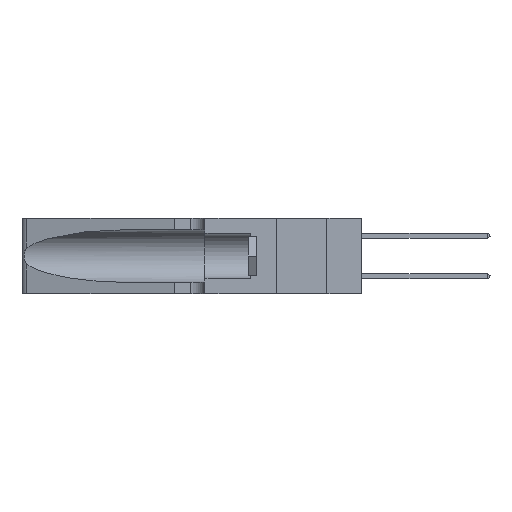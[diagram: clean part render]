
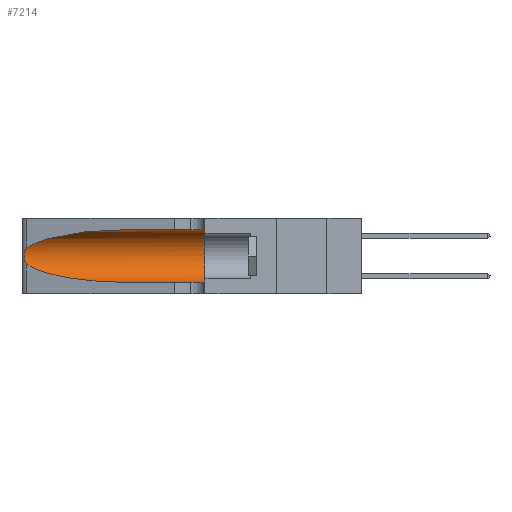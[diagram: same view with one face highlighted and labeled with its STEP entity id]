
A CAD part, left-side view. The second image highlights one B-rep face of the part: STEP entity #7214.
In plain terms, the highlighted cylindrical face has radius 3.308 mm (diameter 6.617 mm), a partial arc.
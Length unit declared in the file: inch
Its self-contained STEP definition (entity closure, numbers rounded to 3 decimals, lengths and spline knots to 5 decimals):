
#416 = ORIENTED_EDGE ( 'NONE', *, *, #10669, .F. ) ;
#730 = CARTESIAN_POINT ( 'NONE',  ( 0.1305, 1.61858, 0.31525 ) ) ;
#1941 = CARTESIAN_POINT ( 'NONE',  ( 0.25487, 1.22718, 0.22369 ) ) ;
#2051 = CARTESIAN_POINT ( 'NONE',  ( 0.25487, 1.22718, 0.14631 ) ) ;
#2242 = ORIENTED_EDGE ( 'NONE', *, *, #18411, .T. ) ;
#3306 = CARTESIAN_POINT ( 'NONE',  ( 0.1305, 0.72297, 0.05475 ) ) ;
#3560 = FACE_OUTER_BOUND ( 'NONE', #18625, .T. ) ;
#4569 = CARTESIAN_POINT ( 'NONE',  ( 0.25639, 1.23184, 0.21858 ) ) ;
#4640 = CARTESIAN_POINT ( 'NONE',  ( 0.1305, 1.61858, 0.185 ) ) ;
#4802 = VERTEX_POINT ( 'NONE', #3306 ) ;
#5271 =( BOUNDED_CURVE ( )  B_SPLINE_CURVE ( 3, ( #30472, #13510, #6070, #23288 ),
 .UNSPECIFIED., .F., .T. ) 
 B_SPLINE_CURVE_WITH_KNOTS ( ( 4, 4 ),
 ( 1.5708, 2.84003 ),
 .UNSPECIFIED. ) 
 CURVE ( )  GEOMETRIC_REPRESENTATION_ITEM ( )  RATIONAL_B_SPLINE_CURVE ( ( 1., 0.87, 0.87, 1. ) ) 
 REPRESENTATION_ITEM ( '' )  );
#5563 = LINE ( 'NONE', #29605, #17993 ) ;
#5961 = DIRECTION ( 'NONE',  ( 0., -1., 0. ) ) ;
#6070 = CARTESIAN_POINT ( 'NONE',  ( 0.2373, 1.15595, 0.28018 ) ) ;
#6248 = CARTESIAN_POINT ( 'NONE',  ( 0.2373, 1.15595, 0.08982 ) ) ;
#6593 = ORIENTED_EDGE ( 'NONE', *, *, #9930, .T. ) ;
#6813 = ORIENTED_EDGE ( 'NONE', *, *, #18384, .F. ) ;
#7149 = CARTESIAN_POINT ( 'NONE',  ( 0.25854, 1.2359, 0.20912 ) ) ;
#7214 = ADVANCED_FACE ( 'NONE', ( #3560 ), #7997, .F. ) ;
#7738 = DIRECTION ( 'NONE',  ( 0., -1., 0. ) ) ;
#7748 = CARTESIAN_POINT ( 'NONE',  ( 0.1305, 0.35, 0.31525 ) ) ;
#7891 = ORIENTED_EDGE ( 'NONE', *, *, #16653, .T. ) ;
#7997 = CYLINDRICAL_SURFACE ( 'NONE', #29539, 0.13025 ) ;
#9756 = CARTESIAN_POINT ( 'NONE',  ( 0.26075, 1.23896, 0.19203 ) ) ;
#9930 = EDGE_CURVE ( 'NONE', #18477, #4802, #22488, .T. ) ;
#10669 = EDGE_CURVE ( 'NONE', #28223, #16560, #28765, .T. ) ;
#10928 = VERTEX_POINT ( 'NONE', #26276 ) ;
#11195 = B_SPLINE_CURVE_WITH_KNOTS ( 'NONE', 3,
 ( #1941, #31496, #4569, #21860, #7149, #24289, #9756, #26721, #12179, #29166, #14631, #31596, #17106, #2051 ),
 .UNSPECIFIED., .F., .F.,
 ( 4, 2, 2, 2, 2, 2, 4 ),
 ( 0., 0.00027, 0.00053, 0.00107, 0.0016, 0.00187, 0.00214 ),
 .UNSPECIFIED. ) ;
#11338 = CARTESIAN_POINT ( 'NONE',  ( 0.18966, 0.96281, 0.05475 ) ) ;
#11732 = VECTOR ( 'NONE', #5961, 39.37008 ) ;
#12179 = CARTESIAN_POINT ( 'NONE',  ( 0.26017, 1.23833, 0.17102 ) ) ;
#12248 = DIRECTION ( 'NONE',  ( 0., 0., -1. ) ) ;
#13510 = CARTESIAN_POINT ( 'NONE',  ( 0.18966, 0.96281, 0.31525 ) ) ;
#13827 = CARTESIAN_POINT ( 'NONE',  ( 0.25487, 1.22718, 0.14631 ) ) ;
#14585 = DIRECTION ( 'NONE',  ( 0., 1., 0. ) ) ;
#14631 = CARTESIAN_POINT ( 'NONE',  ( 0.25789, 1.23486, 0.15765 ) ) ;
#15202 = ORIENTED_EDGE ( 'NONE', *, *, #20972, .T. ) ;
#15362 = AXIS2_PLACEMENT_3D ( 'NONE', #29116, #14585, #16547 ) ;
#16547 = DIRECTION ( 'NONE',  ( 0., 0., 1. ) ) ;
#16560 = VERTEX_POINT ( 'NONE', #28660 ) ;
#16653 = EDGE_CURVE ( 'NONE', #10928, #18477, #11195, .T. ) ;
#17106 = CARTESIAN_POINT ( 'NONE',  ( 0.25555, 1.22993, 0.14849 ) ) ;
#17993 = VECTOR ( 'NONE', #7738, 39.37008 ) ;
#18223 = LINE ( 'NONE', #730, #11732 ) ;
#18384 = EDGE_CURVE ( 'NONE', #21220, #28223, #18223, .T. ) ;
#18411 = EDGE_CURVE ( 'NONE', #21220, #10928, #5271, .T. ) ;
#18477 = VERTEX_POINT ( 'NONE', #13827 ) ;
#18625 = EDGE_LOOP ( 'NONE', ( #2242, #7891, #6593, #15202, #416, #6813 ) ) ;
#20972 = EDGE_CURVE ( 'NONE', #4802, #16560, #5563, .T. ) ;
#21220 = VERTEX_POINT ( 'NONE', #30979 ) ;
#21860 = CARTESIAN_POINT ( 'NONE',  ( 0.25787, 1.23484, 0.2124 ) ) ;
#22488 =( BOUNDED_CURVE ( )  B_SPLINE_CURVE ( 3, ( #23441, #6248, #11338, #28314 ),
 .UNSPECIFIED., .F., .T. ) 
 B_SPLINE_CURVE_WITH_KNOTS ( ( 4, 4 ),
 ( 3.44316, 4.71239 ),
 .UNSPECIFIED. ) 
 CURVE ( )  GEOMETRIC_REPRESENTATION_ITEM ( )  RATIONAL_B_SPLINE_CURVE ( ( 1., 0.87, 0.87, 1. ) ) 
 REPRESENTATION_ITEM ( '' )  );
#23288 = CARTESIAN_POINT ( 'NONE',  ( 0.25487, 1.22718, 0.22369 ) ) ;
#23441 = CARTESIAN_POINT ( 'NONE',  ( 0.25487, 1.22718, 0.14631 ) ) ;
#24289 = CARTESIAN_POINT ( 'NONE',  ( 0.26018, 1.23835, 0.19895 ) ) ;
#26276 = CARTESIAN_POINT ( 'NONE',  ( 0.25487, 1.22718, 0.22369 ) ) ;
#26721 = CARTESIAN_POINT ( 'NONE',  ( 0.26075, 1.23896, 0.178 ) ) ;
#26789 = DIRECTION ( 'NONE',  ( 0., -1., 0. ) ) ;
#28223 = VERTEX_POINT ( 'NONE', #7748 ) ;
#28314 = CARTESIAN_POINT ( 'NONE',  ( 0.1305, 0.72297, 0.05475 ) ) ;
#28660 = CARTESIAN_POINT ( 'NONE',  ( 0.1305, 0.35, 0.05475 ) ) ;
#28765 = CIRCLE ( 'NONE', #15362, 0.13025 ) ;
#29116 = CARTESIAN_POINT ( 'NONE',  ( 0.1305, 0.35, 0.185 ) ) ;
#29166 = CARTESIAN_POINT ( 'NONE',  ( 0.25856, 1.23593, 0.16098 ) ) ;
#29539 = AXIS2_PLACEMENT_3D ( 'NONE', #4640, #26789, #12248 ) ;
#29605 = CARTESIAN_POINT ( 'NONE',  ( 0.1305, 1.61858, 0.05475 ) ) ;
#30472 = CARTESIAN_POINT ( 'NONE',  ( 0.1305, 0.72297, 0.31525 ) ) ;
#30979 = CARTESIAN_POINT ( 'NONE',  ( 0.1305, 0.72297, 0.31525 ) ) ;
#31496 = CARTESIAN_POINT ( 'NONE',  ( 0.25555, 1.22994, 0.2215 ) ) ;
#31596 = CARTESIAN_POINT ( 'NONE',  ( 0.25639, 1.23186, 0.15144 ) ) ;
